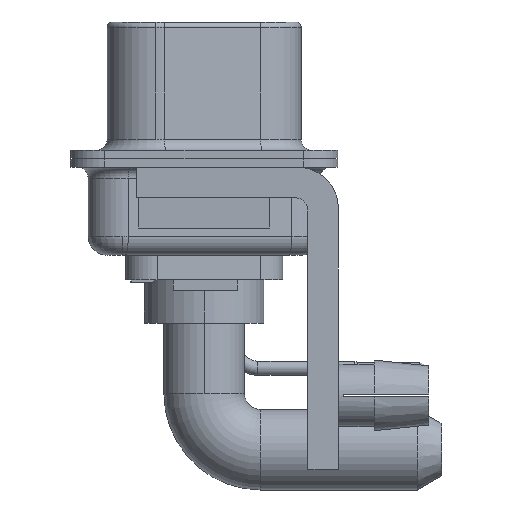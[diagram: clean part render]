
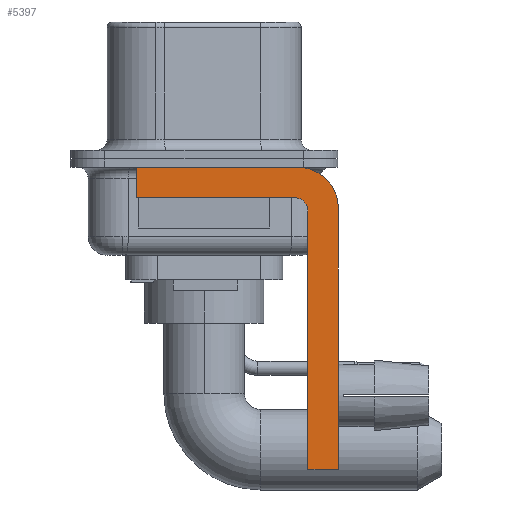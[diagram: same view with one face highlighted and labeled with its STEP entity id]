
A CAD part, left-side view. The second image highlights one B-rep face of the part: STEP entity #5397.
In plain terms, the highlighted planar face has unit normal (-1, 0, 0).
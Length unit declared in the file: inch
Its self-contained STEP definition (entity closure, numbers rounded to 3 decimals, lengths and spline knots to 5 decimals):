
#743 = EDGE_CURVE ( 'NONE', #12164, #12163, #15343, .T. ) ;
#747 = EDGE_CURVE ( 'NONE', #12165, #12167, #15348, .T. ) ;
#754 = EDGE_CURVE ( 'NONE', #12187, #12169, #15362, .T. ) ;
#755 = EDGE_CURVE ( 'NONE', #12163, #12169, #15364, .T. ) ;
#756 = EDGE_CURVE ( 'NONE', #12158, #12187, #15366, .T. ) ;
#757 = EDGE_CURVE ( 'NONE', #12158, #12185, #15360, .T. ) ;
#758 = EDGE_CURVE ( 'NONE', #12185, #12167, #15369, .T. ) ;
#759 = EDGE_CURVE ( 'NONE', #12165, #12164, #15371, .T. ) ;
#1145 = CARTESIAN_POINT ( 'NONE',  ( -0.7735, 0.125, -0.0715 ) ) ;
#1152 = PLANE ( 'NONE',  #6742 ) ;
#1154 = DIRECTION ( 'NONE',  ( -1., 0., 0. ) ) ;
#1155 = DIRECTION ( 'NONE',  ( 0., 0., 1. ) ) ;
#4177 = AXIS2_PLACEMENT_3D ( 'NONE', #19422, #19423, #19424 ) ;
#4180 = AXIS2_PLACEMENT_3D ( 'NONE', #19415, #19416, #19417 ) ;
#5397 = ADVANCED_FACE ( 'NONE', ( #15927 ), #1152, .T. ) ;
#6742 = AXIS2_PLACEMENT_3D ( 'NONE', #1145, #1154, #1155 ) ;
#12158 = VERTEX_POINT ( 'NONE', #14237 ) ;
#12163 = VERTEX_POINT ( 'NONE', #14242 ) ;
#12164 = VERTEX_POINT ( 'NONE', #14243 ) ;
#12165 = VERTEX_POINT ( 'NONE', #14244 ) ;
#12167 = VERTEX_POINT ( 'NONE', #14246 ) ;
#12169 = VERTEX_POINT ( 'NONE', #14248 ) ;
#12185 = VERTEX_POINT ( 'NONE', #14264 ) ;
#12187 = VERTEX_POINT ( 'NONE', #14266 ) ;
#12733 = EDGE_LOOP ( 'NONE', ( #17260, #17261, #17262, #17263, #17264, #17265, #17266, #17267 ) ) ;
#14237 = CARTESIAN_POINT ( 'NONE',  ( -0.7735, 0.125, -0.0715 ) ) ;
#14242 = CARTESIAN_POINT ( 'NONE',  ( -0.7735, -0.247, -0.0905 ) ) ;
#14243 = CARTESIAN_POINT ( 'NONE',  ( -0.7735, -0.247, -0.5715 ) ) ;
#14244 = CARTESIAN_POINT ( 'NONE',  ( -0.7735, -0.191, -0.5715 ) ) ;
#14246 = CARTESIAN_POINT ( 'NONE',  ( -0.7735, -0.191, -0.0965 ) ) ;
#14248 = CARTESIAN_POINT ( 'NONE',  ( -0.7735, -0.172, -0.0155 ) ) ;
#14264 = CARTESIAN_POINT ( 'NONE',  ( -0.7735, -0.166, -0.0715 ) ) ;
#14266 = CARTESIAN_POINT ( 'NONE',  ( -0.7735, 0.125, -0.0155 ) ) ;
#15343 = LINE ( 'NONE', #19386, #15345 ) ;
#15345 = VECTOR ( 'NONE', #19387, 39.37008 ) ;
#15348 = LINE ( 'NONE', #19395, #15351 ) ;
#15351 = VECTOR ( 'NONE', #19390, 39.37008 ) ;
#15360 = LINE ( 'NONE', #19414, #15370 ) ;
#15362 = LINE ( 'NONE', #19411, #15365 ) ;
#15364 = CIRCLE ( 'NONE', #4180, 0.075 ) ;
#15365 = VECTOR ( 'NONE', #19412, 39.37008 ) ;
#15366 = LINE ( 'NONE', #19409, #15368 ) ;
#15368 = VECTOR ( 'NONE', #19406, 39.37008 ) ;
#15369 = CIRCLE ( 'NONE', #4177, 0.025 ) ;
#15370 = VECTOR ( 'NONE', #19419, 39.37008 ) ;
#15371 = LINE ( 'NONE', #19418, #15373 ) ;
#15373 = VECTOR ( 'NONE', #19413, 39.37008 ) ;
#15927 = FACE_OUTER_BOUND ( 'NONE', #12733, .T. ) ;
#17260 = ORIENTED_EDGE ( 'NONE', *, *, #743, .T. ) ;
#17261 = ORIENTED_EDGE ( 'NONE', *, *, #755, .T. ) ;
#17262 = ORIENTED_EDGE ( 'NONE', *, *, #754, .F. ) ;
#17263 = ORIENTED_EDGE ( 'NONE', *, *, #756, .F. ) ;
#17264 = ORIENTED_EDGE ( 'NONE', *, *, #757, .T. ) ;
#17265 = ORIENTED_EDGE ( 'NONE', *, *, #758, .T. ) ;
#17266 = ORIENTED_EDGE ( 'NONE', *, *, #747, .F. ) ;
#17267 = ORIENTED_EDGE ( 'NONE', *, *, #759, .T. ) ;
#19386 = CARTESIAN_POINT ( 'NONE',  ( -0.7735, -0.247, -0.0715 ) ) ;
#19387 = DIRECTION ( 'NONE',  ( 0., 0., 1. ) ) ;
#19390 = DIRECTION ( 'NONE',  ( 0., 0., 1. ) ) ;
#19395 = CARTESIAN_POINT ( 'NONE',  ( -0.7735, -0.191, -0.5715 ) ) ;
#19406 = DIRECTION ( 'NONE',  ( 0., 0., 1. ) ) ;
#19409 = CARTESIAN_POINT ( 'NONE',  ( -0.7735, 0.125, -0.0715 ) ) ;
#19411 = CARTESIAN_POINT ( 'NONE',  ( -0.7735, 0.125, -0.0155 ) ) ;
#19412 = DIRECTION ( 'NONE',  ( 0., -1., 0. ) ) ;
#19413 = DIRECTION ( 'NONE',  ( 0., -1., 0. ) ) ;
#19414 = CARTESIAN_POINT ( 'NONE',  ( -0.7735, 0.125, -0.0715 ) ) ;
#19415 = CARTESIAN_POINT ( 'NONE',  ( -0.7735, -0.172, -0.0905 ) ) ;
#19416 = DIRECTION ( 'NONE',  ( -1., 0., 0. ) ) ;
#19417 = DIRECTION ( 'NONE',  ( 0., 0., -1. ) ) ;
#19418 = CARTESIAN_POINT ( 'NONE',  ( -0.7735, -0.247, -0.5715 ) ) ;
#19419 = DIRECTION ( 'NONE',  ( 0., -1., 0. ) ) ;
#19422 = CARTESIAN_POINT ( 'NONE',  ( -0.7735, -0.166, -0.0965 ) ) ;
#19423 = DIRECTION ( 'NONE',  ( 1., 0., 0. ) ) ;
#19424 = DIRECTION ( 'NONE',  ( 0., 0., 1. ) ) ;
